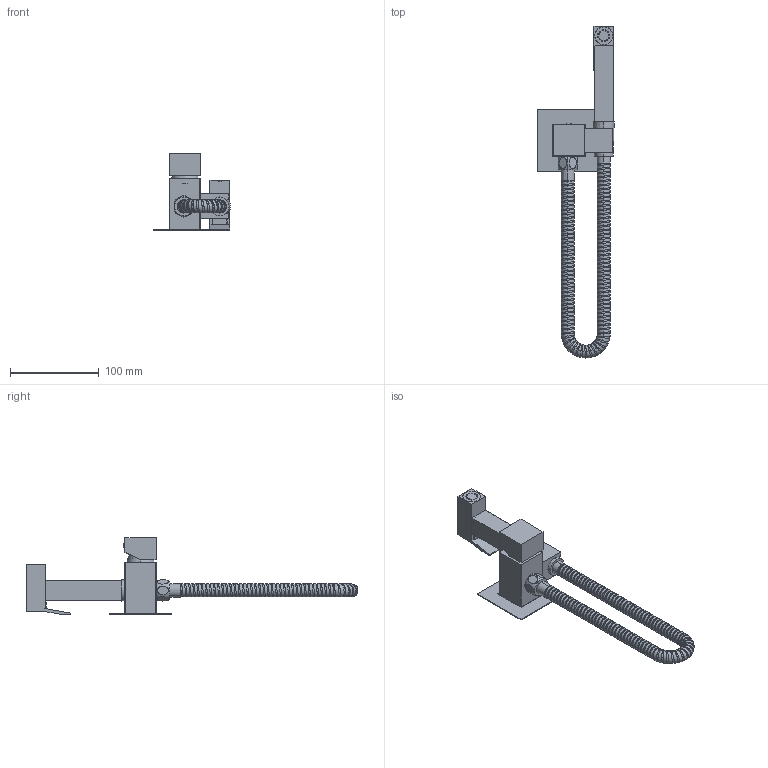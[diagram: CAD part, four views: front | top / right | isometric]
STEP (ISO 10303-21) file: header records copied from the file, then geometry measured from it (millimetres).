
FILE_DESCRIPTION((''),'2;1');
FILE_NAME('ZDUP112CR','2021-11-15T10:06:08',('ut3'),('PAFFONI SpA'),'CREO PARAMETRIC BY PTC INC, 2020044','CREO PARAMETRIC BY PTC INC, 2020044','');
FILE_SCHEMA(('CONFIG_CONTROL_DESIGN','SHAPE_APPEARANCE_LAYERS_GROUPS'));
Products named in the file (1): ZDUP112CR
Bounding box: 86.46 x 373.99 x 86.6 mm (x, y, z)
Volume: 204271.5 mm3; surface area: 98876.4 mm2
Topology: 3 solids, 3 shells, 581 faces, 1537 edges, 1001 vertices
Faces by surface type: cylinder 264, plane 174, bspline 92, torus 28, cone 17, extrusion 2, sphere 2, revolution 2
Entity records: 79146 total; most frequent: CARTESIAN_POINT 65833, ORIENTED_EDGE 3066, DIRECTION 2212, EDGE_CURVE 1533, VERTEX_POINT 1001, AXIS2_PLACEMENT_3D 763, VECTOR 684, LINE 682
